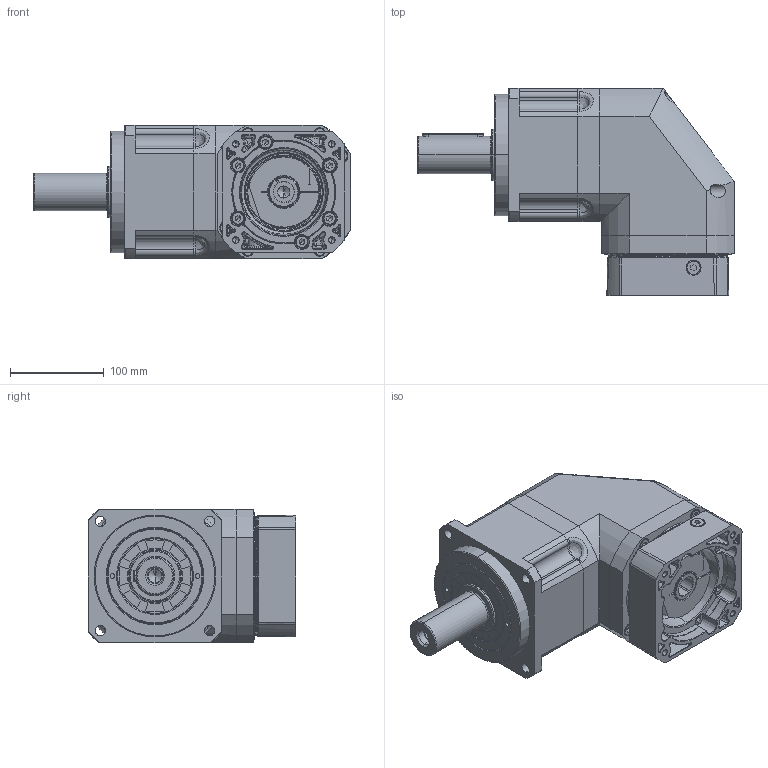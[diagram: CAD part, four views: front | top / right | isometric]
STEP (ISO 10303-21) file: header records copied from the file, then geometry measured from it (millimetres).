
FILE_DESCRIPTION (( 'STEP AP203' ), '1' );
FILE_NAME ('FABR-142D-L1-22-110-145-M8-72.STEP', '2021-05-14T11:21:51', ( 'user' ), ( '' ), 'SwSTEP 2.0', 'SolidWorks 2016', '' );
FILE_SCHEMA (( 'CONFIG_CONTROL_DESIGN' ));
Length unit declared in the file: millimetre
Products named in the file (15): FABR-142D-L1-22-110-145-M8-72; 输入轴锁紧环33X75X18（加螺丝）; 踡隅蹟隊M16x12; FBK嘎殤蚐猾-KG55-80-10; 怀堤俴陎殤FAB142-S2; 输出内齿圈壳体FAB142D; 输出端壳体FABR142D（加垫片）; 隅弇覃淕杶FAB142D; A倰す瑩12X65; 镂空输入法兰FAB142D-110-43-M8; 输入端壳体FABR142D; 输入轴调整套-28-22; 珨撰眻褒眊极FABR142D; 输入轴FABR142D-28; M8-16樓粟菜
Assembly tree (25 placements, depth 2):
  FABR-142D-L1-22-110-145-M8-72
    怀堤俴陎殤FAB142-S2
    输出端壳体FABR142D（加垫片）
    A倰す瑩12X65
    输入端壳体FABR142D
    珨撰眻褒眊极FABR142D
    M8-16樓粟菜  x12
    输入轴锁紧环33X75X18（加螺丝）
    踡隅蹟隊M16x12
    FBK嘎殤蚐猾-KG55-80-10
    输出内齿圈壳体FAB142D
    隅弇覃淕杶FAB142D
    镂空输入法兰FAB142D-110-43-M8
    输入轴调整套-28-22
    输入轴FABR142D-28
Bounding box: 338 x 221 x 142 mm (x, y, z)
Volume: 5447405.5 mm3; surface area: 517553.8 mm2
Topology: 12 solids, 38 shells, 1318 faces, 3215 edges, 2000 vertices
Faces by surface type: cylinder 434, plane 352, bspline 273, cone 221, torus 38
Entity records: 47302 total; most frequent: CARTESIAN_POINT 23201, ORIENTED_EDGE 4898, DIRECTION 4261, EDGE_CURVE 2459, AXIS2_PLACEMENT_3D 1762, VERTEX_POINT 1549, EDGE_LOOP 1155, ADVANCED_FACE 1010
